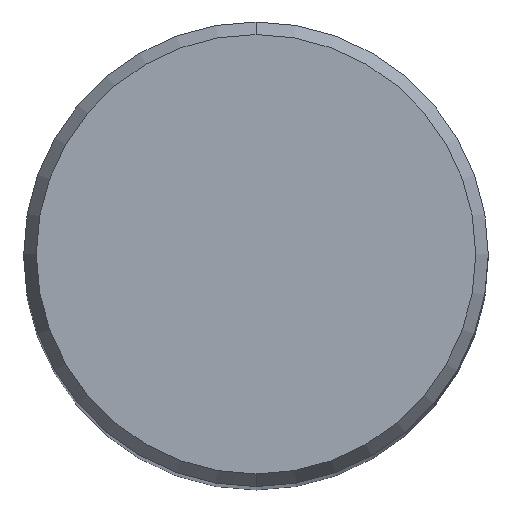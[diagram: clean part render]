
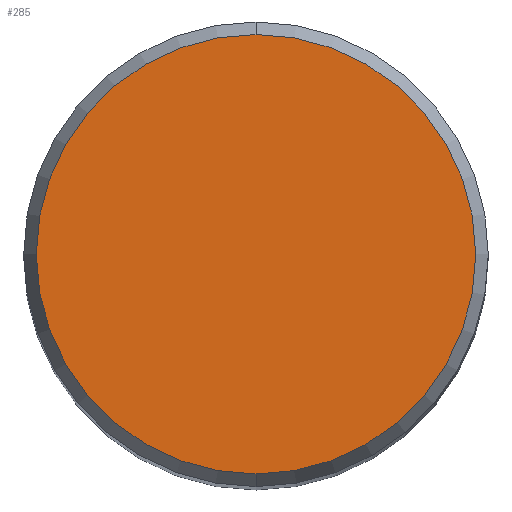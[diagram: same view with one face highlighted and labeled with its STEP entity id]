
A CAD part, top view. The second image highlights one B-rep face of the part: STEP entity #285.
In plain terms, the highlighted planar face has unit normal (0, 0, 1).
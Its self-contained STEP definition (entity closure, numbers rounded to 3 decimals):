
#133=VERTEX_POINT('',#337);
#181=EDGE_CURVE('',#217,#133,#393,.T.);
#217=VERTEX_POINT('',#436);
#285=ADVANCED_FACE('',(#509),#510,.T.);
#293=EDGE_CURVE('',#133,#217,#519,.T.);
#337=CARTESIAN_POINT('',(0.0,12.012,0.));
#393=CIRCLE('',#629,12.012);
#436=CARTESIAN_POINT('',(0.,-12.012,0.));
#509=FACE_OUTER_BOUND('',#784,.T.);
#510=PLANE('',#785);
#519=CIRCLE('',#796,12.012);
#629=AXIS2_PLACEMENT_3D('',#897,#898,#899);
#784=EDGE_LOOP('',(#1052,#1053));
#785=AXIS2_PLACEMENT_3D('',#1054,#1055,#1056);
#796=AXIS2_PLACEMENT_3D('',#1068,#1069,#1070);
#897=CARTESIAN_POINT('',(0.0,0.0,0.));
#898=DIRECTION('',(0.0,0.0,-1.0));
#899=DIRECTION('',(0.0,1.0,0.0));
#1052=ORIENTED_EDGE('',*,*,#293,.F.);
#1053=ORIENTED_EDGE('',*,*,#181,.F.);
#1054=CARTESIAN_POINT('',(0.0,6.006,0.));
#1055=DIRECTION('',(-0.0,0.0,1.0));
#1056=DIRECTION('',(0.0,-1.0,0.0));
#1068=CARTESIAN_POINT('',(0.0,0.0,0.));
#1069=DIRECTION('',(0.0,0.0,-1.0));
#1070=DIRECTION('',(0.0,1.0,0.0));
